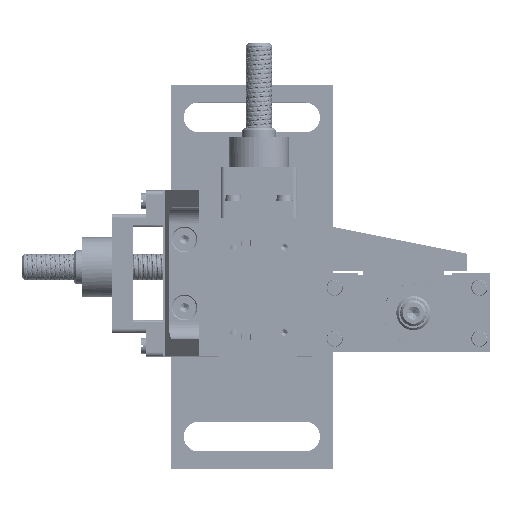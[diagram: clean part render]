
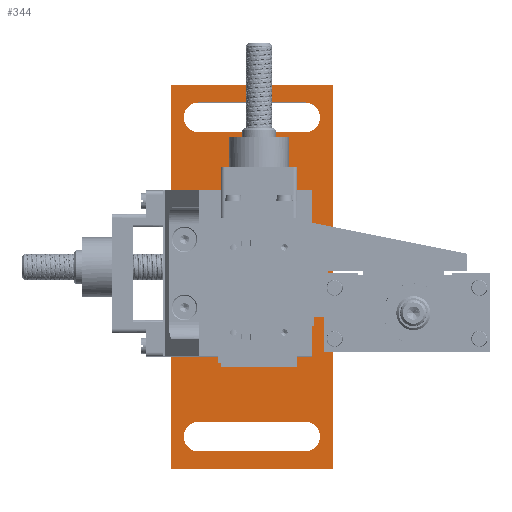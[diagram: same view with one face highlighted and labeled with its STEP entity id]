
A CAD part, top view. The second image highlights one B-rep face of the part: STEP entity #344.
In plain terms, the highlighted planar face has unit normal (0, 0, 1).
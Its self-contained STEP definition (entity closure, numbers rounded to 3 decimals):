
#37=FACE_BOUND('',#4196,.T.);
#38=FACE_BOUND('',#4197,.T.);
#39=FACE_BOUND('',#4198,.T.);
#344=ADVANCED_FACE('',(#2268,#37,#38,#39),#31671,.T.);
#2268=FACE_OUTER_BOUND('',#4195,.T.);
#4195=EDGE_LOOP('',(#6534,#6535,#6536,#6537));
#4196=EDGE_LOOP('',(#6538,#6539,#6540,#6541));
#4197=EDGE_LOOP('',(#6542,#6543,#6544,#6545));
#4198=EDGE_LOOP('',(#6546,#6547,#6548,#6549));
#6534=ORIENTED_EDGE('',*,*,#16896,.F.);
#6535=ORIENTED_EDGE('',*,*,#16897,.F.);
#6536=ORIENTED_EDGE('',*,*,#16898,.F.);
#6537=ORIENTED_EDGE('',*,*,#16895,.F.);
#6538=ORIENTED_EDGE('',*,*,#16899,.F.);
#6539=ORIENTED_EDGE('',*,*,#16900,.F.);
#6540=ORIENTED_EDGE('',*,*,#16901,.F.);
#6541=ORIENTED_EDGE('',*,*,#16902,.F.);
#6542=ORIENTED_EDGE('',*,*,#16932,.F.);
#6543=ORIENTED_EDGE('',*,*,#16903,.F.);
#6544=ORIENTED_EDGE('',*,*,#16928,.F.);
#6545=ORIENTED_EDGE('',*,*,#16904,.F.);
#6546=ORIENTED_EDGE('',*,*,#16922,.F.);
#6547=ORIENTED_EDGE('',*,*,#16905,.F.);
#6548=ORIENTED_EDGE('',*,*,#16918,.F.);
#6549=ORIENTED_EDGE('',*,*,#16906,.F.);
#16895=EDGE_CURVE('',#27342,#27343,#23918,.T.);
#16896=EDGE_CURVE('',#27344,#27342,#23919,.T.);
#16897=EDGE_CURVE('',#27345,#27344,#23920,.T.);
#16898=EDGE_CURVE('',#27343,#27345,#23921,.T.);
#16899=EDGE_CURVE('',#27346,#27347,#23922,.T.);
#16900=EDGE_CURVE('',#27348,#27346,#23923,.T.);
#16901=EDGE_CURVE('',#27349,#27348,#23924,.T.);
#16902=EDGE_CURVE('',#27347,#27349,#23925,.T.);
#16903=EDGE_CURVE('',#27352,#27350,#23926,.T.);
#16904=EDGE_CURVE('',#27351,#27353,#23927,.T.);
#16905=EDGE_CURVE('',#27356,#27354,#23928,.T.);
#16906=EDGE_CURVE('',#27355,#27357,#23929,.T.);
#16918=EDGE_CURVE('',#27357,#27356,#22047,.T.);
#16922=EDGE_CURVE('',#27354,#27355,#22049,.T.);
#16928=EDGE_CURVE('',#27353,#27352,#22051,.T.);
#16932=EDGE_CURVE('',#27350,#27351,#22053,.T.);
#22047=(
BOUNDED_CURVE()
B_SPLINE_CURVE(2,(#37461,#37462,#37463,#37464,#37465),.UNSPECIFIED.,.F.,
 .F.)
B_SPLINE_CURVE_WITH_KNOTS((3,2,3),(0.,5.498,10.996),
 .UNSPECIFIED.)
CURVE()
GEOMETRIC_REPRESENTATION_ITEM()
RATIONAL_B_SPLINE_CURVE((1.,0.707,1.,0.707,1.))
REPRESENTATION_ITEM('')
);
#22049=(
BOUNDED_CURVE()
B_SPLINE_CURVE(2,(#37475,#37476,#37477,#37478,#37479),.UNSPECIFIED.,.F.,
 .F.)
B_SPLINE_CURVE_WITH_KNOTS((3,2,3),(0.,5.498,10.996),
 .UNSPECIFIED.)
CURVE()
GEOMETRIC_REPRESENTATION_ITEM()
RATIONAL_B_SPLINE_CURVE((1.,0.707,1.,0.707,1.))
REPRESENTATION_ITEM('')
);
#22051=(
BOUNDED_CURVE()
B_SPLINE_CURVE(2,(#37493,#37494,#37495,#37496,#37497),.UNSPECIFIED.,.F.,
 .F.)
B_SPLINE_CURVE_WITH_KNOTS((3,2,3),(0.,5.498,10.996),
 .UNSPECIFIED.)
CURVE()
GEOMETRIC_REPRESENTATION_ITEM()
RATIONAL_B_SPLINE_CURVE((1.,0.707,1.,0.707,1.))
REPRESENTATION_ITEM('')
);
#22053=(
BOUNDED_CURVE()
B_SPLINE_CURVE(2,(#37507,#37508,#37509,#37510,#37511),.UNSPECIFIED.,.F.,
 .F.)
B_SPLINE_CURVE_WITH_KNOTS((3,2,3),(0.,5.498,10.996),
 .UNSPECIFIED.)
CURVE()
GEOMETRIC_REPRESENTATION_ITEM()
RATIONAL_B_SPLINE_CURVE((1.,0.707,1.,0.707,1.))
REPRESENTATION_ITEM('')
);
#23918=B_SPLINE_CURVE_WITH_KNOTS('',1,(#37412,#37413),.UNSPECIFIED.,.F.,
 .F.,(2,2),(-90.,0.),.UNSPECIFIED.);
#23919=B_SPLINE_CURVE_WITH_KNOTS('',1,(#37414,#37415),.UNSPECIFIED.,.F.,
 .F.,(2,2),(-38.,0.),.UNSPECIFIED.);
#23920=B_SPLINE_CURVE_WITH_KNOTS('',1,(#37416,#37417),.UNSPECIFIED.,.F.,
 .F.,(2,2),(-90.,0.),.UNSPECIFIED.);
#23921=B_SPLINE_CURVE_WITH_KNOTS('',1,(#37418,#37419),.UNSPECIFIED.,.F.,
 .F.,(2,2),(-38.,0.),.UNSPECIFIED.);
#23922=B_SPLINE_CURVE_WITH_KNOTS('',1,(#37420,#37421),.UNSPECIFIED.,.F.,
 .F.,(2,2),(-19.,0.),.UNSPECIFIED.);
#23923=B_SPLINE_CURVE_WITH_KNOTS('',1,(#37422,#37423),.UNSPECIFIED.,.F.,
 .F.,(2,2),(-34.,0.),.UNSPECIFIED.);
#23924=B_SPLINE_CURVE_WITH_KNOTS('',1,(#37424,#37425),.UNSPECIFIED.,.F.,
 .F.,(2,2),(-19.,0.),.UNSPECIFIED.);
#23925=B_SPLINE_CURVE_WITH_KNOTS('',1,(#37426,#37427),.UNSPECIFIED.,.F.,
 .F.,(2,2),(-34.,0.),.UNSPECIFIED.);
#23926=B_SPLINE_CURVE_WITH_KNOTS('',1,(#37428,#37429),.UNSPECIFIED.,.F.,
 .F.,(2,2),(-25.,0.),.UNSPECIFIED.);
#23927=B_SPLINE_CURVE_WITH_KNOTS('',1,(#37430,#37431),.UNSPECIFIED.,.F.,
 .F.,(2,2),(-25.,0.),.UNSPECIFIED.);
#23928=B_SPLINE_CURVE_WITH_KNOTS('',1,(#37432,#37433),.UNSPECIFIED.,.F.,
 .F.,(2,2),(-25.,0.),.UNSPECIFIED.);
#23929=B_SPLINE_CURVE_WITH_KNOTS('',1,(#37434,#37435),.UNSPECIFIED.,.F.,
 .F.,(2,2),(-25.,0.),.UNSPECIFIED.);
#27342=VERTEX_POINT('',#36793);
#27343=VERTEX_POINT('',#36794);
#27344=VERTEX_POINT('',#36795);
#27345=VERTEX_POINT('',#36796);
#27346=VERTEX_POINT('',#36797);
#27347=VERTEX_POINT('',#36798);
#27348=VERTEX_POINT('',#36799);
#27349=VERTEX_POINT('',#36800);
#27350=VERTEX_POINT('',#36801);
#27351=VERTEX_POINT('',#36802);
#27352=VERTEX_POINT('',#36803);
#27353=VERTEX_POINT('',#36804);
#27354=VERTEX_POINT('',#36805);
#27355=VERTEX_POINT('',#36806);
#27356=VERTEX_POINT('',#36807);
#27357=VERTEX_POINT('',#36808);
#31671=PLANE('',#32286);
#32286=AXIS2_PLACEMENT_3D('',#35358,#33804,$);
#33804=DIRECTION('',(0.,0.,1.));
#35358=CARTESIAN_POINT('',(-23.895,-59.016,7.));
#36793=CARTESIAN_POINT('',(-19.975,-49.896,7.));
#36794=CARTESIAN_POINT('',(-19.975,40.104,7.));
#36795=CARTESIAN_POINT('',(18.025,-49.896,7.));
#36796=CARTESIAN_POINT('',(18.025,40.104,7.));
#36797=CARTESIAN_POINT('',(-17.975,4.604,7.));
#36798=CARTESIAN_POINT('',(-17.975,-14.396,7.));
#36799=CARTESIAN_POINT('',(16.025,4.604,7.));
#36800=CARTESIAN_POINT('',(16.025,-14.396,7.));
#36801=CARTESIAN_POINT('',(11.525,29.104,7.));
#36802=CARTESIAN_POINT('',(11.525,36.104,7.));
#36803=CARTESIAN_POINT('',(-13.475,29.104,7.));
#36804=CARTESIAN_POINT('',(-13.475,36.104,7.));
#36805=CARTESIAN_POINT('',(11.525,-45.896,7.));
#36806=CARTESIAN_POINT('',(11.525,-38.896,7.));
#36807=CARTESIAN_POINT('',(-13.475,-45.896,7.));
#36808=CARTESIAN_POINT('',(-13.475,-38.896,7.));
#37412=CARTESIAN_POINT('',(-19.975,-49.896,7.));
#37413=CARTESIAN_POINT('',(-19.975,40.104,7.));
#37414=CARTESIAN_POINT('',(18.025,-49.896,7.));
#37415=CARTESIAN_POINT('',(-19.975,-49.896,7.));
#37416=CARTESIAN_POINT('',(18.025,40.104,7.));
#37417=CARTESIAN_POINT('',(18.025,-49.896,7.));
#37418=CARTESIAN_POINT('',(-19.975,40.104,7.));
#37419=CARTESIAN_POINT('',(18.025,40.104,7.));
#37420=CARTESIAN_POINT('',(-17.975,4.604,7.));
#37421=CARTESIAN_POINT('',(-17.975,-14.396,7.));
#37422=CARTESIAN_POINT('',(16.025,4.604,7.));
#37423=CARTESIAN_POINT('',(-17.975,4.604,7.));
#37424=CARTESIAN_POINT('',(16.025,-14.396,7.));
#37425=CARTESIAN_POINT('',(16.025,4.604,7.));
#37426=CARTESIAN_POINT('',(-17.975,-14.396,7.));
#37427=CARTESIAN_POINT('',(16.025,-14.396,7.));
#37428=CARTESIAN_POINT('',(-13.475,29.104,7.));
#37429=CARTESIAN_POINT('',(11.525,29.104,7.));
#37430=CARTESIAN_POINT('',(11.525,36.104,7.));
#37431=CARTESIAN_POINT('',(-13.475,36.104,7.));
#37432=CARTESIAN_POINT('',(-13.475,-45.896,7.));
#37433=CARTESIAN_POINT('',(11.525,-45.896,7.));
#37434=CARTESIAN_POINT('',(11.525,-38.896,7.));
#37435=CARTESIAN_POINT('',(-13.475,-38.896,7.));
#37461=CARTESIAN_POINT('',(-13.475,-38.896,7.));
#37462=CARTESIAN_POINT('',(-16.975,-38.896,7.));
#37463=CARTESIAN_POINT('',(-16.975,-42.396,7.));
#37464=CARTESIAN_POINT('',(-16.975,-45.896,7.));
#37465=CARTESIAN_POINT('',(-13.475,-45.896,7.));
#37475=CARTESIAN_POINT('',(11.525,-45.896,7.));
#37476=CARTESIAN_POINT('',(15.025,-45.896,7.));
#37477=CARTESIAN_POINT('',(15.025,-42.396,7.));
#37478=CARTESIAN_POINT('',(15.025,-38.896,7.));
#37479=CARTESIAN_POINT('',(11.525,-38.896,7.));
#37493=CARTESIAN_POINT('',(-13.475,36.104,7.));
#37494=CARTESIAN_POINT('',(-16.975,36.104,7.));
#37495=CARTESIAN_POINT('',(-16.975,32.604,7.));
#37496=CARTESIAN_POINT('',(-16.975,29.104,7.));
#37497=CARTESIAN_POINT('',(-13.475,29.104,7.));
#37507=CARTESIAN_POINT('',(11.525,29.104,7.));
#37508=CARTESIAN_POINT('',(15.025,29.104,7.));
#37509=CARTESIAN_POINT('',(15.025,32.604,7.));
#37510=CARTESIAN_POINT('',(15.025,36.104,7.));
#37511=CARTESIAN_POINT('',(11.525,36.104,7.));
